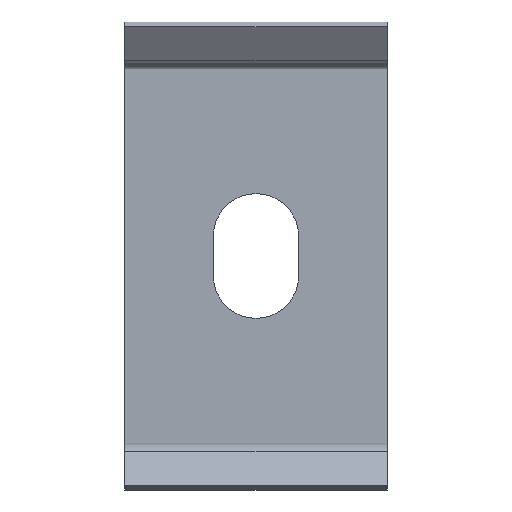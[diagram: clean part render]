
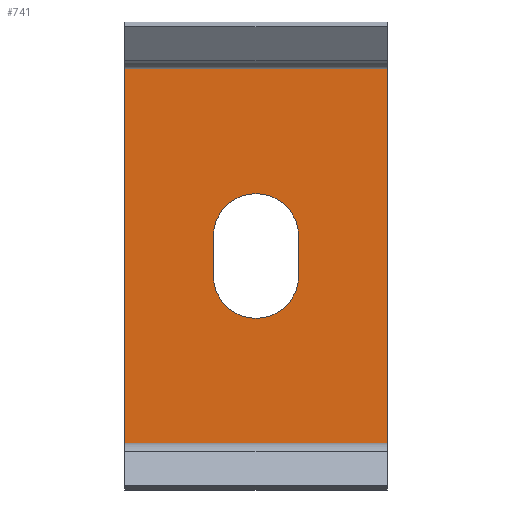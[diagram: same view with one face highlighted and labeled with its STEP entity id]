
A CAD part, front view. The second image highlights one B-rep face of the part: STEP entity #741.
In plain terms, the highlighted planar face has unit normal (0, -1, 0).
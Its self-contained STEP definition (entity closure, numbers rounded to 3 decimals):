
#44=DIRECTION('',(0.,0.,1.));
#45=VECTOR('',#44,3.);
#46=CARTESIAN_POINT('',(-3.25,-0.6,-1.5));
#47=LINE('',#46,#45);
#48=CARTESIAN_POINT('',(0.,-0.6,-1.5));
#49=DIRECTION('',(0.,-1.,0.));
#50=DIRECTION('',(-1.,0.,0.));
#51=AXIS2_PLACEMENT_3D('',#48,#49,#50);
#53=DIRECTION('',(0.,0.,-1.));
#54=VECTOR('',#53,3.);
#55=CARTESIAN_POINT('',(3.25,-0.6,1.5));
#56=LINE('',#55,#54);
#57=CARTESIAN_POINT('',(0.,-0.6,1.5));
#58=DIRECTION('',(0.,-1.,0.));
#59=DIRECTION('',(1.,0.,0.));
#60=AXIS2_PLACEMENT_3D('',#57,#58,#59);
#62=DIRECTION('',(0.,0.,1.));
#63=VECTOR('',#62,31.804);
#64=CARTESIAN_POINT('',(-10.,-0.6,-15.902));
#65=LINE('',#64,#63);
#66=DIRECTION('',(0.,0.,-1.));
#67=VECTOR('',#66,31.804);
#68=CARTESIAN_POINT('',(10.,-0.6,15.902));
#69=LINE('',#68,#67);
#70=DIRECTION('',(1.,0.,0.));
#71=VECTOR('',#70,20.);
#72=CARTESIAN_POINT('',(-10.,-0.6,-15.902));
#73=LINE('',#72,#71);
#328=DIRECTION('',(-1.,0.,0.));
#329=VECTOR('',#328,20.);
#330=CARTESIAN_POINT('',(10.,-0.6,15.902));
#331=LINE('',#330,#329);
#518=CARTESIAN_POINT('',(-3.25,-0.6,-1.5));
#519=CARTESIAN_POINT('',(-3.25,-0.6,1.5));
#520=VERTEX_POINT('',#518);
#521=VERTEX_POINT('',#519);
#522=CARTESIAN_POINT('',(3.25,-0.6,1.5));
#523=VERTEX_POINT('',#522);
#524=CARTESIAN_POINT('',(3.25,-0.6,-1.5));
#525=VERTEX_POINT('',#524);
#578=CARTESIAN_POINT('',(10.,-0.6,15.902));
#579=VERTEX_POINT('',#578);
#580=CARTESIAN_POINT('',(-10.,-0.6,15.902));
#581=VERTEX_POINT('',#580);
#610=CARTESIAN_POINT('',(-10.,-0.6,-15.902));
#611=VERTEX_POINT('',#610);
#612=CARTESIAN_POINT('',(10.,-0.6,-15.902));
#613=VERTEX_POINT('',#612);
#720=CARTESIAN_POINT('',(0.,-0.6,0.));
#721=DIRECTION('',(0.,1.,0.));
#722=DIRECTION('',(1.,0.,0.));
#723=AXIS2_PLACEMENT_3D('',#720,#721,#722);
#724=PLANE('',#723);
#726=ORIENTED_EDGE('',*,*,#725,.F.);
#728=ORIENTED_EDGE('',*,*,#727,.T.);
#730=ORIENTED_EDGE('',*,*,#729,.F.);
#732=ORIENTED_EDGE('',*,*,#731,.T.);
#733=EDGE_LOOP('',(#726,#728,#730,#732));
#734=FACE_OUTER_BOUND('',#733,.F.);
#735=ORIENTED_EDGE('',*,*,#672,.F.);
#736=ORIENTED_EDGE('',*,*,#687,.T.);
#737=ORIENTED_EDGE('',*,*,#701,.F.);
#738=ORIENTED_EDGE('',*,*,#714,.T.);
#739=EDGE_LOOP('',(#735,#736,#737,#738));
#740=FACE_BOUND('',#739,.F.);
#52=CIRCLE('',#51,3.25);
#61=CIRCLE('',#60,3.25);
#672=EDGE_CURVE('',#520,#521,#47,.T.);
#687=EDGE_CURVE('',#520,#525,#52,.T.);
#701=EDGE_CURVE('',#523,#525,#56,.T.);
#714=EDGE_CURVE('',#523,#521,#61,.T.);
#725=EDGE_CURVE('',#611,#613,#73,.T.);
#727=EDGE_CURVE('',#611,#581,#65,.T.);
#729=EDGE_CURVE('',#579,#581,#331,.T.);
#731=EDGE_CURVE('',#579,#613,#69,.T.);
#741=ADVANCED_FACE('',(#734,#740),#724,.F.);
